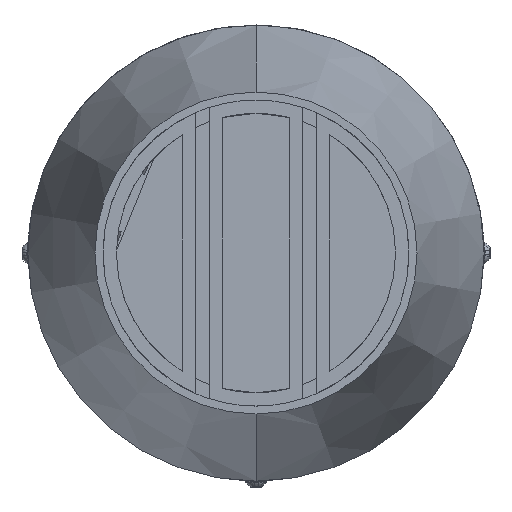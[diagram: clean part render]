
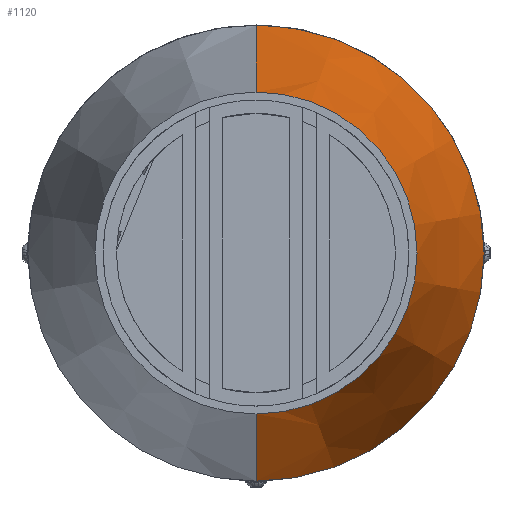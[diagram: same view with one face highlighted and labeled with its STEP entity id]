
A CAD part, front view. The second image highlights one B-rep face of the part: STEP entity #1120.
In plain terms, the highlighted conical face has half-angle 14.036 degrees and reference radius 60 mm.
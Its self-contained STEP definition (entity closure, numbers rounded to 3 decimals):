
#414 = CARTESIAN_POINT ( 'NONE',  ( 0., 0., 0. ) ) ;
#1120 = ADVANCED_FACE ( 'NONE', ( #8298 ), #11078, .T. ) ;
#1192 = CIRCLE ( 'NONE', #8192, 60. ) ;
#1379 = ORIENTED_EDGE ( 'NONE', *, *, #3684, .T. ) ;
#1743 = DIRECTION ( 'NONE',  ( 0., 0., -1. ) ) ;
#1750 = CARTESIAN_POINT ( 'NONE',  ( 0., 100., 85. ) ) ;
#1796 = ORIENTED_EDGE ( 'NONE', *, *, #6291, .F. ) ;
#2085 = VERTEX_POINT ( 'NONE', #1750 ) ;
#2235 = CARTESIAN_POINT ( 'NONE',  ( 0., 100., 0. ) ) ;
#2284 = CARTESIAN_POINT ( 'NONE',  ( 0., 0., 60. ) ) ;
#2987 = AXIS2_PLACEMENT_3D ( 'NONE', #414, #10850, #10149 ) ;
#3346 = CARTESIAN_POINT ( 'NONE',  ( 0., 100., -85. ) ) ;
#3684 = EDGE_CURVE ( 'NONE', #10037, #2085, #5081, .T. ) ;
#3937 = VECTOR ( 'NONE', #11154, 1000. ) ;
#4584 = CARTESIAN_POINT ( 'NONE',  ( 0., 0., 60. ) ) ;
#4784 = EDGE_CURVE ( 'NONE', #5898, #10037, #8684, .T. ) ;
#5065 = ORIENTED_EDGE ( 'NONE', *, *, #4784, .T. ) ;
#5081 = CIRCLE ( 'NONE', #9494, 85. ) ;
#5114 = DIRECTION ( 'NONE',  ( 0., -1., 0. ) ) ;
#5134 = CARTESIAN_POINT ( 'NONE',  ( 0., 0., -60. ) ) ;
#5478 = VECTOR ( 'NONE', #10302, 1000. ) ;
#5898 = VERTEX_POINT ( 'NONE', #5134 ) ;
#6137 = CARTESIAN_POINT ( 'NONE',  ( 0., 0., 0. ) ) ;
#6291 = EDGE_CURVE ( 'NONE', #5898, #11259, #1192, .T. ) ;
#6803 = CARTESIAN_POINT ( 'NONE',  ( 0., 0., -60. ) ) ;
#7286 = ORIENTED_EDGE ( 'NONE', *, *, #8119, .F. ) ;
#8119 = EDGE_CURVE ( 'NONE', #11259, #2085, #11044, .T. ) ;
#8192 = AXIS2_PLACEMENT_3D ( 'NONE', #6137, #9637, #1743 ) ;
#8298 = FACE_OUTER_BOUND ( 'NONE', #9631, .T. ) ;
#8684 = LINE ( 'NONE', #6803, #5478 ) ;
#9494 = AXIS2_PLACEMENT_3D ( 'NONE', #2235, #5114, #10412 ) ;
#9631 = EDGE_LOOP ( 'NONE', ( #1796, #5065, #1379, #7286 ) ) ;
#9637 = DIRECTION ( 'NONE',  ( 0., -1., 0. ) ) ;
#10037 = VERTEX_POINT ( 'NONE', #3346 ) ;
#10149 = DIRECTION ( 'NONE',  ( 0., 0., 1. ) ) ;
#10302 = DIRECTION ( 'NONE',  ( 0., 0.97, -0.243 ) ) ;
#10412 = DIRECTION ( 'NONE',  ( 0., 0., -1. ) ) ;
#10850 = DIRECTION ( 'NONE',  ( 0., 1., 0. ) ) ;
#11044 = LINE ( 'NONE', #2284, #3937 ) ;
#11078 = CONICAL_SURFACE ( 'NONE', #2987, 60., 0.245 ) ;
#11154 = DIRECTION ( 'NONE',  ( 0., 0.97, 0.243 ) ) ;
#11259 = VERTEX_POINT ( 'NONE', #4584 ) ;
